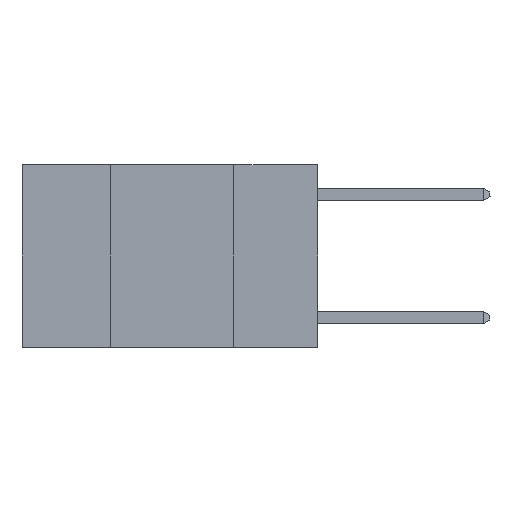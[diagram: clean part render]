
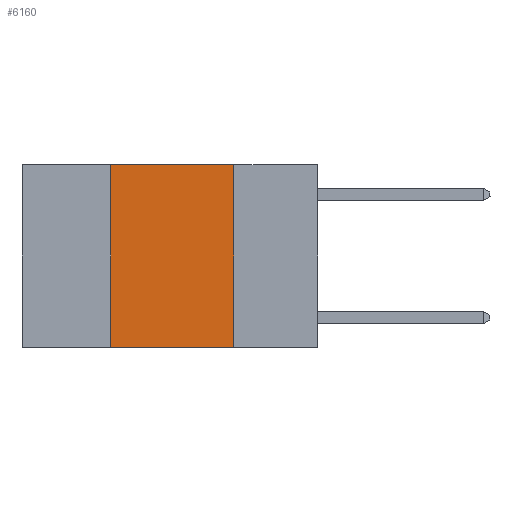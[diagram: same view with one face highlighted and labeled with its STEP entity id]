
A CAD part, left-side view. The second image highlights one B-rep face of the part: STEP entity #6160.
In plain terms, the highlighted planar face has unit normal (-1, 0, 0).
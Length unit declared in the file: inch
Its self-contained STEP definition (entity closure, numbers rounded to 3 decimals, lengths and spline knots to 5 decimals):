
#29 = EDGE_CURVE ( 'NONE', #9284, #7759, #5364, .T. ) ;
#270 = EDGE_CURVE ( 'NONE', #9284, #5710, #9626, .T. ) ;
#393 = PLANE ( 'NONE',  #8937 ) ;
#730 = CARTESIAN_POINT ( 'NONE',  ( 0., 0.6, 0. ) ) ;
#1405 = ORIENTED_EDGE ( 'NONE', *, *, #6713, .F. ) ;
#2199 = CARTESIAN_POINT ( 'NONE',  ( 0., 0.42, 0. ) ) ;
#2814 = CARTESIAN_POINT ( 'NONE',  ( 0., 0.6, 0. ) ) ;
#3050 = ORIENTED_EDGE ( 'NONE', *, *, #270, .F. ) ;
#3302 = VECTOR ( 'NONE', #5121, 39.37008 ) ;
#3628 = VECTOR ( 'NONE', #5110, 39.37008 ) ;
#3642 = ORIENTED_EDGE ( 'NONE', *, *, #29, .T. ) ;
#3712 = VERTEX_POINT ( 'NONE', #8953 ) ;
#4390 = ORIENTED_EDGE ( 'NONE', *, *, #8361, .F. ) ;
#4857 = CARTESIAN_POINT ( 'NONE',  ( 0., 0.17, 0. ) ) ;
#4978 = FACE_OUTER_BOUND ( 'NONE', #8233, .T. ) ;
#5110 = DIRECTION ( 'NONE',  ( 0., -1., 0. ) ) ;
#5121 = DIRECTION ( 'NONE',  ( 0., 0., 1. ) ) ;
#5315 = CARTESIAN_POINT ( 'NONE',  ( 0., 0.6, -0.37 ) ) ;
#5326 = VECTOR ( 'NONE', #8666, 39.37008 ) ;
#5364 = LINE ( 'NONE', #5315, #9402 ) ;
#5693 = LINE ( 'NONE', #4857, #5326 ) ;
#5710 = VERTEX_POINT ( 'NONE', #7465 ) ;
#5811 = DIRECTION ( 'NONE',  ( 0., 0., -1. ) ) ;
#5848 = LINE ( 'NONE', #730, #3628 ) ;
#6153 = CARTESIAN_POINT ( 'NONE',  ( 0., 0.42, -0.37 ) ) ;
#6160 = ADVANCED_FACE ( 'NONE', ( #4978 ), #393, .F. ) ;
#6713 = EDGE_CURVE ( 'NONE', #5710, #3712, #5848, .T. ) ;
#7465 = CARTESIAN_POINT ( 'NONE',  ( 0., 0.42, 0. ) ) ;
#7759 = VERTEX_POINT ( 'NONE', #7826 ) ;
#7826 = CARTESIAN_POINT ( 'NONE',  ( 0., 0.17, -0.37 ) ) ;
#8034 = DIRECTION ( 'NONE',  ( 1., 0., 0. ) ) ;
#8233 = EDGE_LOOP ( 'NONE', ( #4390, #1405, #3050, #3642 ) ) ;
#8338 = DIRECTION ( 'NONE',  ( 0., -1., 0. ) ) ;
#8361 = EDGE_CURVE ( 'NONE', #3712, #7759, #5693, .T. ) ;
#8666 = DIRECTION ( 'NONE',  ( 0., 0., -1. ) ) ;
#8937 = AXIS2_PLACEMENT_3D ( 'NONE', #2814, #8034, #5811 ) ;
#8953 = CARTESIAN_POINT ( 'NONE',  ( 0., 0.17, 0. ) ) ;
#9284 = VERTEX_POINT ( 'NONE', #6153 ) ;
#9402 = VECTOR ( 'NONE', #8338, 39.37008 ) ;
#9626 = LINE ( 'NONE', #2199, #3302 ) ;
